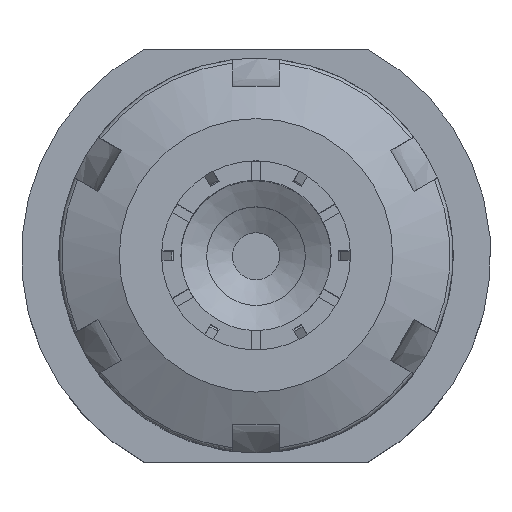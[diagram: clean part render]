
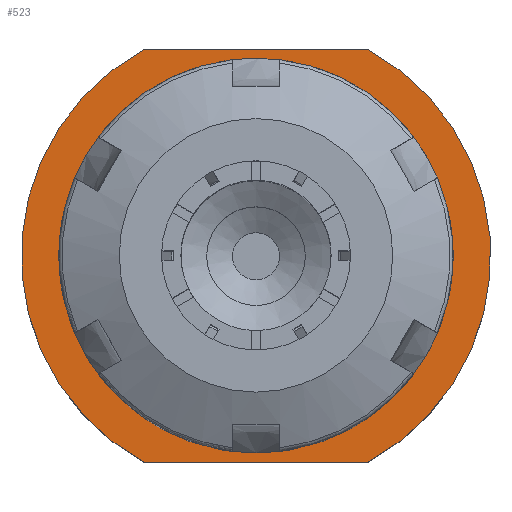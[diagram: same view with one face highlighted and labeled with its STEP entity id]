
A CAD part, top view. The second image highlights one B-rep face of the part: STEP entity #523.
In plain terms, the highlighted planar face has unit normal (0, 0, 1).
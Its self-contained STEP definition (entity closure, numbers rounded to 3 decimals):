
#270=PLANE('',#4416);
#405=FACE_BOUND('',#1005,.T.);
#406=FACE_BOUND('',#1006,.T.);
#523=ADVANCED_FACE('',(#405,#406),#270,.F.);
#1005=EDGE_LOOP('',(#1858,#1859,#1860,#1861));
#1006=EDGE_LOOP('',(#1862));
#1314=LINE('',#6083,#1585);
#1315=LINE('',#6087,#1586);
#1585=VECTOR('',#4884,1.);
#1586=VECTOR('',#4887,1.);
#1858=ORIENTED_EDGE('',*,*,#3573,.T.);
#1859=ORIENTED_EDGE('',*,*,#3575,.T.);
#1860=ORIENTED_EDGE('',*,*,#3576,.T.);
#1861=ORIENTED_EDGE('',*,*,#3577,.F.);
#1862=ORIENTED_EDGE('',*,*,#3578,.F.);
#3142=VERTEX_POINT('',#6078);
#3143=VERTEX_POINT('',#6080);
#3144=VERTEX_POINT('',#6084);
#3145=VERTEX_POINT('',#6086);
#3146=VERTEX_POINT('',#6089);
#3573=EDGE_CURVE('',#3143,#3142,#4215,.T.);
#3575=EDGE_CURVE('',#3142,#3144,#1314,.T.);
#3576=EDGE_CURVE('',#3144,#3145,#4216,.T.);
#3577=EDGE_CURVE('',#3143,#3145,#1315,.T.);
#3578=EDGE_CURVE('',#3146,#3146,#4217,.T.);
#4215=CIRCLE('',#4412,25.);
#4216=CIRCLE('',#4414,25.);
#4217=CIRCLE('',#4415,15.);
#4412=AXIS2_PLACEMENT_3D('',#6079,#4879,#4880);
#4414=AXIS2_PLACEMENT_3D('',#6085,#4885,#4886);
#4415=AXIS2_PLACEMENT_3D('',#6088,#4888,#4889);
#4416=AXIS2_PLACEMENT_3D('',#6090,#4890,#4891);
#4879=DIRECTION('',(0.,0.,1.));
#4880=DIRECTION('',(0.,1.,0.));
#4884=DIRECTION('',(1.,0.,0.));
#4885=DIRECTION('',(0.,0.,1.));
#4886=DIRECTION('',(0.,1.,0.));
#4887=DIRECTION('',(1.,0.,0.));
#4888=DIRECTION('',(0.,0.,1.));
#4889=DIRECTION('',(0.,1.,0.));
#4890=DIRECTION('',(0.,0.,-1.));
#4891=DIRECTION('',(0.,1.,0.));
#6078=CARTESIAN_POINT('',(-11.874,-22.,24.));
#6079=CARTESIAN_POINT('',(0.,0.,24.));
#6080=CARTESIAN_POINT('',(-11.874,22.,24.));
#6083=CARTESIAN_POINT('',(-25.,-22.,24.));
#6084=CARTESIAN_POINT('',(11.874,-22.,24.));
#6085=CARTESIAN_POINT('',(0.,0.,24.));
#6086=CARTESIAN_POINT('',(11.874,22.,24.));
#6087=CARTESIAN_POINT('',(-25.,22.,24.));
#6088=CARTESIAN_POINT('',(0.,0.,24.));
#6089=CARTESIAN_POINT('',(0.,15.,24.));
#6090=CARTESIAN_POINT('',(0.,25.,24.));
